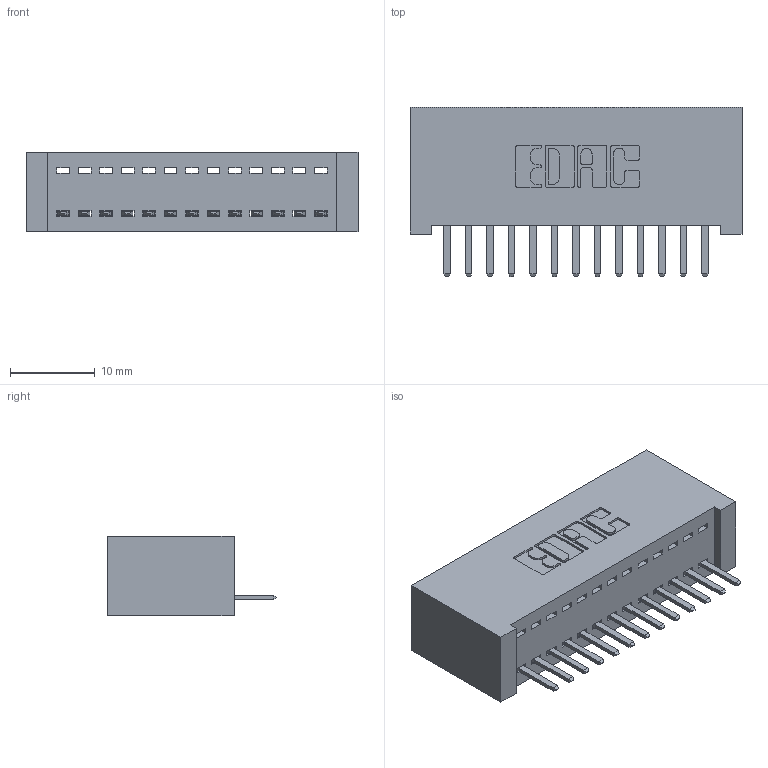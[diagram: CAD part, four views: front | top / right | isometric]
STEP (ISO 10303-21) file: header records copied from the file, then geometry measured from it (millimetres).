
FILE_DESCRIPTION (( 'STEP AP203' ), '1' );
FILE_NAME ('342-013-520-101.STEP', '2019-10-01T15:58:29', ( '' ), ( '' ), 'SwSTEP 2.0', 'SolidWorks 2016', '' );
FILE_SCHEMA (( 'CONFIG_CONTROL_DESIGN' ));
Length unit declared in the file: inch
Products named in the file (3): 342 Part_Lugless; 345-292-001_345-293-120; 342-013-520-101
Assembly tree (14 placements, depth 2):
  342-013-520-101
    342 Part_Lugless
    345-292-001_345-293-120  x13
Bounding box: 39.27 x 20.02 x 9.4 mm (x, y, z)
Volume: 3707.8 mm3; surface area: 5107 mm2
Topology: 14 solids, 14 shells, 908 faces, 2667 edges, 1742 vertices
Faces by surface type: plane 634, cylinder 274
Entity records: 11403 total; most frequent: CARTESIAN_POINT 1989, ORIENTED_EDGE 1926, DIRECTION 1717, EDGE_CURVE 963, VECTOR 839, LINE 839, VERTEX_POINT 638, AXIS2_PLACEMENT_3D 439
